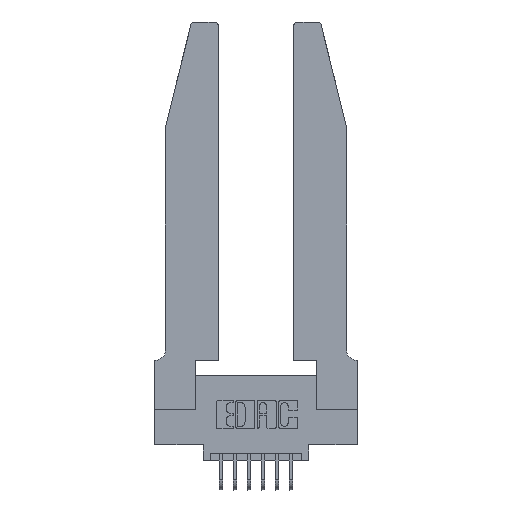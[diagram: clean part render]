
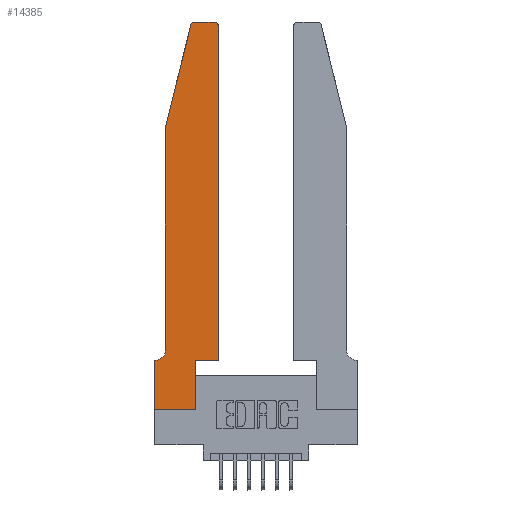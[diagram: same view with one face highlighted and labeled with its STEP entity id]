
A CAD part, top view. The second image highlights one B-rep face of the part: STEP entity #14385.
In plain terms, the highlighted planar face has unit normal (0, 0, 1).
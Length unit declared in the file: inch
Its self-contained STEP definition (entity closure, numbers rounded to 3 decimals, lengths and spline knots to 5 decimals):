
#68 = DIRECTION ( 'NONE',  ( 0., 0., 1. ) ) ;
#128 = CARTESIAN_POINT ( 'NONE',  ( 0.2865, 0., 0.37 ) ) ;
#239 = VECTOR ( 'NONE', #14940, 39.37008 ) ;
#285 = CARTESIAN_POINT ( 'NONE',  ( 0.0055, 0.42, 0.37 ) ) ;
#375 = VECTOR ( 'NONE', #6998, 39.37008 ) ;
#427 = EDGE_CURVE ( 'NONE', #14243, #12550, #6584, .T. ) ;
#610 = EDGE_CURVE ( 'NONE', #9058, #8092, #13565, .T. ) ;
#850 = VECTOR ( 'NONE', #15533, 39.37008 ) ;
#925 = CARTESIAN_POINT ( 'NONE',  ( 0.0055, 0.35, 0.37 ) ) ;
#971 = VERTEX_POINT ( 'NONE', #925 ) ;
#1162 = DIRECTION ( 'NONE',  ( -1., 0., 0. ) ) ;
#1246 = LINE ( 'NONE', #5556, #850 ) ;
#1386 = CARTESIAN_POINT ( 'NONE',  ( 0.4505, 0.35, 0.37 ) ) ;
#1436 = LINE ( 'NONE', #12792, #2211 ) ;
#1479 = DIRECTION ( 'NONE',  ( -1., 0., 0. ) ) ;
#1698 = AXIS2_PLACEMENT_3D ( 'NONE', #4522, #9546, #4188 ) ;
#2023 = DIRECTION ( 'NONE',  ( 0., -1., 0. ) ) ;
#2211 = VECTOR ( 'NONE', #6598, 39.37008 ) ;
#2669 = DIRECTION ( 'NONE',  ( 0., 0., -1. ) ) ;
#2675 = CARTESIAN_POINT ( 'NONE',  ( 0.0755, 0.35, 0.37 ) ) ;
#2683 = EDGE_CURVE ( 'NONE', #8128, #14692, #14923, .T. ) ;
#3062 = VECTOR ( 'NONE', #11161, 39.37008 ) ;
#3547 = CARTESIAN_POINT ( 'NONE',  ( 0.4205, 2.75, 0.37 ) ) ;
#3564 = LINE ( 'NONE', #2675, #239 ) ;
#3653 = ORIENTED_EDGE ( 'NONE', *, *, #9378, .T. ) ;
#3684 = CARTESIAN_POINT ( 'NONE',  ( 0.0755, 2., 0.37 ) ) ;
#3732 = DIRECTION ( 'NONE',  ( 0., -1., 0. ) ) ;
#3839 = CIRCLE ( 'NONE', #10774, 0.07 ) ;
#3969 = EDGE_CURVE ( 'NONE', #12550, #5113, #4271, .T. ) ;
#4188 = DIRECTION ( 'NONE',  ( 1., 0., 0. ) ) ;
#4222 = CARTESIAN_POINT ( 'NONE',  ( 0.25487, 2.72718, 0.37 ) ) ;
#4271 = LINE ( 'NONE', #7220, #375 ) ;
#4362 = CARTESIAN_POINT ( 'NONE',  ( 0., 0., 0.37 ) ) ;
#4522 = CARTESIAN_POINT ( 'NONE',  ( 0., 0.35, 0.37 ) ) ;
#4540 = ORIENTED_EDGE ( 'NONE', *, *, #610, .T. ) ;
#4884 = FACE_OUTER_BOUND ( 'NONE', #15960, .T. ) ;
#5093 = VERTEX_POINT ( 'NONE', #6434 ) ;
#5113 = VERTEX_POINT ( 'NONE', #7743 ) ;
#5218 = ORIENTED_EDGE ( 'NONE', *, *, #2683, .T. ) ;
#5362 = AXIS2_PLACEMENT_3D ( 'NONE', #6099, #68, #8779 ) ;
#5556 = CARTESIAN_POINT ( 'NONE',  ( 0.4505, 0.35, 0.37 ) ) ;
#5828 = EDGE_CURVE ( 'NONE', #13975, #971, #3839, .T. ) ;
#6099 = CARTESIAN_POINT ( 'NONE',  ( 0.284, 2.72, 0.37 ) ) ;
#6189 = VECTOR ( 'NONE', #15805, 39.37008 ) ;
#6334 = EDGE_CURVE ( 'NONE', #14692, #9058, #12595, .T. ) ;
#6434 = CARTESIAN_POINT ( 'NONE',  ( 0.4505, 2.72, 0.37 ) ) ;
#6584 = LINE ( 'NONE', #14739, #6189 ) ;
#6598 = DIRECTION ( 'NONE',  ( 1., 0., 0. ) ) ;
#6998 = DIRECTION ( 'NONE',  ( 0., 1., 0. ) ) ;
#7220 = CARTESIAN_POINT ( 'NONE',  ( 0.2865, 0.35, 0.37 ) ) ;
#7426 = LINE ( 'NONE', #9440, #14839 ) ;
#7590 = CARTESIAN_POINT ( 'NONE',  ( 0.0755, 2., 0.37 ) ) ;
#7593 = CARTESIAN_POINT ( 'NONE',  ( 0.2605, 2.75, 0.37 ) ) ;
#7644 = VERTEX_POINT ( 'NONE', #14524 ) ;
#7729 = EDGE_CURVE ( 'NONE', #8092, #13975, #14312, .T. ) ;
#7743 = CARTESIAN_POINT ( 'NONE',  ( 0.2865, 0.35, 0.37 ) ) ;
#7792 = CARTESIAN_POINT ( 'NONE',  ( 0.284, 2.75, 0.37 ) ) ;
#7893 = CARTESIAN_POINT ( 'NONE',  ( 0.4205, 2.72, 0.37 ) ) ;
#7999 = EDGE_CURVE ( 'NONE', #13505, #5093, #1246, .T. ) ;
#8074 = EDGE_CURVE ( 'NONE', #5113, #13505, #1436, .T. ) ;
#8092 = VERTEX_POINT ( 'NONE', #10807 ) ;
#8128 = VERTEX_POINT ( 'NONE', #3547 ) ;
#8779 = DIRECTION ( 'NONE',  ( 1., 0., 0. ) ) ;
#8944 = ORIENTED_EDGE ( 'NONE', *, *, #3969, .T. ) ;
#9058 = VERTEX_POINT ( 'NONE', #4222 ) ;
#9378 = EDGE_CURVE ( 'NONE', #971, #7644, #3564, .T. ) ;
#9382 = ORIENTED_EDGE ( 'NONE', *, *, #14353, .T. ) ;
#9440 = CARTESIAN_POINT ( 'NONE',  ( 0., 0., 0.37 ) ) ;
#9546 = DIRECTION ( 'NONE',  ( 0., 0., 1. ) ) ;
#9958 = CIRCLE ( 'NONE', #14323, 0.03 ) ;
#10415 = VECTOR ( 'NONE', #1162, 39.37008 ) ;
#10774 = AXIS2_PLACEMENT_3D ( 'NONE', #285, #2669, #1479 ) ;
#10807 = CARTESIAN_POINT ( 'NONE',  ( 0.0755, 2., 0.37 ) ) ;
#11161 = DIRECTION ( 'NONE',  ( -0.239, -0.971, 0. ) ) ;
#11928 = PLANE ( 'NONE',  #1698 ) ;
#12170 = VECTOR ( 'NONE', #3732, 39.37008 ) ;
#12534 = CARTESIAN_POINT ( 'NONE',  ( 0.0755, 0.42, 0.37 ) ) ;
#12550 = VERTEX_POINT ( 'NONE', #128 ) ;
#12595 = CIRCLE ( 'NONE', #5362, 0.03 ) ;
#12782 = ORIENTED_EDGE ( 'NONE', *, *, #7729, .T. ) ;
#12792 = CARTESIAN_POINT ( 'NONE',  ( 0.4505, 0.35, 0.37 ) ) ;
#12823 = ORIENTED_EDGE ( 'NONE', *, *, #427, .T. ) ;
#12883 = DIRECTION ( 'NONE',  ( 0., 0., 1. ) ) ;
#13448 = ORIENTED_EDGE ( 'NONE', *, *, #14459, .T. ) ;
#13500 = ORIENTED_EDGE ( 'NONE', *, *, #5828, .T. ) ;
#13505 = VERTEX_POINT ( 'NONE', #1386 ) ;
#13565 = LINE ( 'NONE', #7590, #3062 ) ;
#13704 = ORIENTED_EDGE ( 'NONE', *, *, #8074, .T. ) ;
#13975 = VERTEX_POINT ( 'NONE', #12534 ) ;
#14243 = VERTEX_POINT ( 'NONE', #4362 ) ;
#14312 = LINE ( 'NONE', #3684, #12170 ) ;
#14323 = AXIS2_PLACEMENT_3D ( 'NONE', #7893, #12883, #15387 ) ;
#14353 = EDGE_CURVE ( 'NONE', #7644, #14243, #7426, .T. ) ;
#14385 = ADVANCED_FACE ( 'NONE', ( #4884 ), #11928, .T. ) ;
#14459 = EDGE_CURVE ( 'NONE', #5093, #8128, #9958, .T. ) ;
#14524 = CARTESIAN_POINT ( 'NONE',  ( 0., 0.35, 0.37 ) ) ;
#14692 = VERTEX_POINT ( 'NONE', #7792 ) ;
#14739 = CARTESIAN_POINT ( 'NONE',  ( 0., 0., 0.37 ) ) ;
#14839 = VECTOR ( 'NONE', #2023, 39.37008 ) ;
#14923 = LINE ( 'NONE', #7593, #10415 ) ;
#14940 = DIRECTION ( 'NONE',  ( -1., 0., 0. ) ) ;
#15387 = DIRECTION ( 'NONE',  ( 1., 0., 0. ) ) ;
#15390 = ORIENTED_EDGE ( 'NONE', *, *, #6334, .T. ) ;
#15533 = DIRECTION ( 'NONE',  ( 0., 1., 0. ) ) ;
#15805 = DIRECTION ( 'NONE',  ( 1., 0., 0. ) ) ;
#15960 = EDGE_LOOP ( 'NONE', ( #5218, #15390, #4540, #12782, #13500, #3653, #9382, #12823, #8944, #13704, #15982, #13448 ) ) ;
#15982 = ORIENTED_EDGE ( 'NONE', *, *, #7999, .T. ) ;
